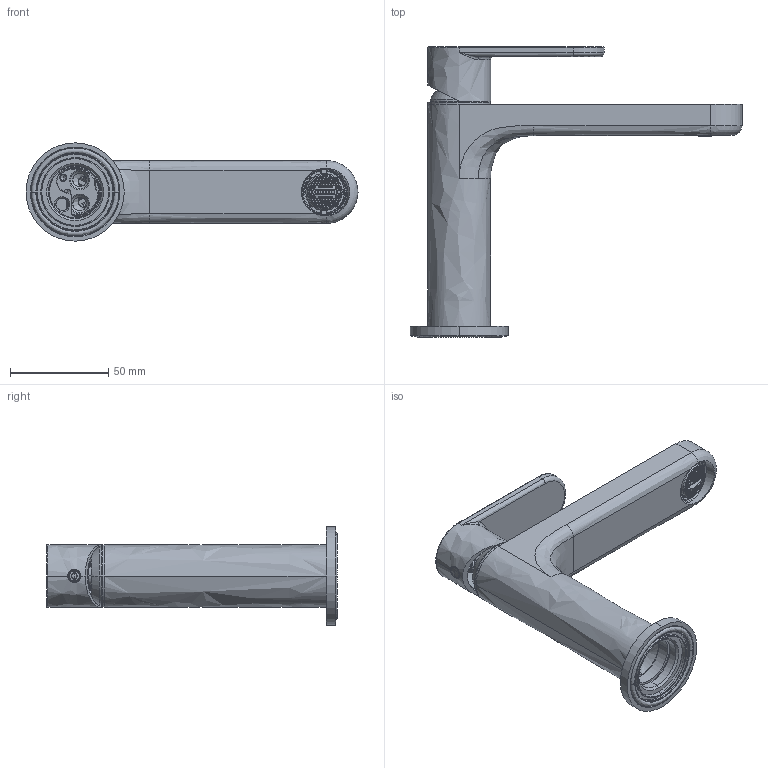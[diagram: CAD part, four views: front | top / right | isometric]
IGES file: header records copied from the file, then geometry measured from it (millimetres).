
Start section:  PTC IGES file: 29910z_c69622_igs.igs
Global section: file name: 29910z_c69622_igs.igs; native system: Pro/ENGINEER by Parametric Technology Corporation; preprocessor: 2010040; author: marbellia; organization: Unknown; date: 20131003.135642; units: millimetre
Bounding box: 169 x 147.84 x 50 mm (x, y, z)
Surface area: 70533.7 mm2 (no closed solid volume)
Topology: 0 solids, 42 shells, 2275 faces, 9817 edges, 7480 vertices
Faces by surface type: bspline 2275
